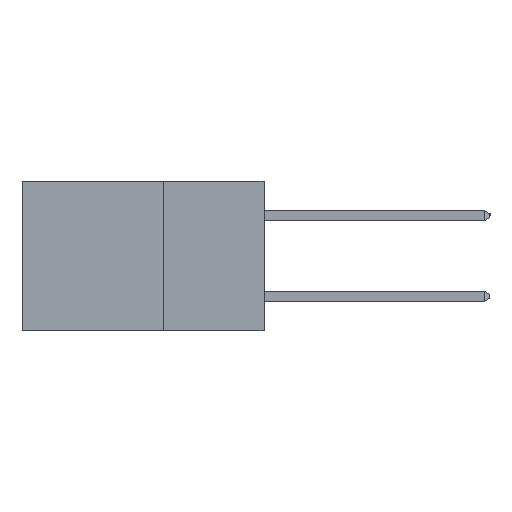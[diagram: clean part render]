
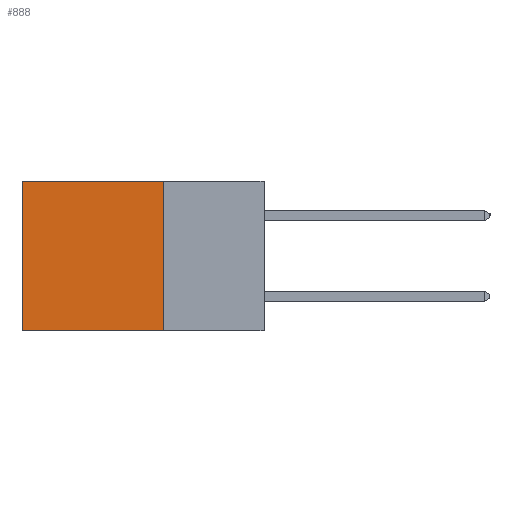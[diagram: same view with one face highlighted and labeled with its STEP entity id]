
A CAD part, left-side view. The second image highlights one B-rep face of the part: STEP entity #888.
In plain terms, the highlighted planar face has unit normal (-1, 0, 0).
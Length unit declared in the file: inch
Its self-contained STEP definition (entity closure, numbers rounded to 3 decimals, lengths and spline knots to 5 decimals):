
#56 = CARTESIAN_POINT ( 'NONE',  ( 0.298, 0.6, -0.37 ) ) ;
#327 = VERTEX_POINT ( 'NONE', #56 ) ;
#888 = ADVANCED_FACE ( 'NONE', ( #13024 ), #2664, .F. ) ;
#1047 = VERTEX_POINT ( 'NONE', #9757 ) ;
#1583 = EDGE_CURVE ( 'NONE', #5392, #5033, #15029, .T. ) ;
#2664 = PLANE ( 'NONE',  #11182 ) ;
#2930 = CARTESIAN_POINT ( 'NONE',  ( 0.298, 0.25, 0. ) ) ;
#3450 = CARTESIAN_POINT ( 'NONE',  ( 0.298, 0.6, 0. ) ) ;
#3554 = DIRECTION ( 'NONE',  ( 0., 0., -1. ) ) ;
#4346 = EDGE_CURVE ( 'NONE', #5033, #327, #11620, .T. ) ;
#5033 = VERTEX_POINT ( 'NONE', #8874 ) ;
#5207 = VECTOR ( 'NONE', #11767, 39.37008 ) ;
#5312 = VECTOR ( 'NONE', #11737, 39.37008 ) ;
#5392 = VERTEX_POINT ( 'NONE', #8961 ) ;
#5476 = ORIENTED_EDGE ( 'NONE', *, *, #10407, .T. ) ;
#5507 = LINE ( 'NONE', #11185, #8318 ) ;
#6979 = EDGE_LOOP ( 'NONE', ( #5476, #9069, #7425, #9796 ) ) ;
#7425 = ORIENTED_EDGE ( 'NONE', *, *, #1583, .F. ) ;
#7707 = DIRECTION ( 'NONE',  ( 0., 1., 0. ) ) ;
#8318 = VECTOR ( 'NONE', #7707, 39.37008 ) ;
#8874 = CARTESIAN_POINT ( 'NONE',  ( 0.298, 0.25, -0.37 ) ) ;
#8961 = CARTESIAN_POINT ( 'NONE',  ( 0.298, 0.25, 0. ) ) ;
#9028 = DIRECTION ( 'NONE',  ( 1., 0., 0. ) ) ;
#9069 = ORIENTED_EDGE ( 'NONE', *, *, #4346, .F. ) ;
#9757 = CARTESIAN_POINT ( 'NONE',  ( 0.298, 0.6, 0. ) ) ;
#9796 = ORIENTED_EDGE ( 'NONE', *, *, #13752, .T. ) ;
#10407 = EDGE_CURVE ( 'NONE', #1047, #327, #14240, .T. ) ;
#11182 = AXIS2_PLACEMENT_3D ( 'NONE', #2930, #9028, #3554 ) ;
#11185 = CARTESIAN_POINT ( 'NONE',  ( 0.298, 0.25, 0. ) ) ;
#11620 = LINE ( 'NONE', #12463, #5312 ) ;
#11737 = DIRECTION ( 'NONE',  ( 0., 1., 0. ) ) ;
#11767 = DIRECTION ( 'NONE',  ( 0., 0., -1. ) ) ;
#12037 = VECTOR ( 'NONE', #12738, 39.37008 ) ;
#12463 = CARTESIAN_POINT ( 'NONE',  ( 0.298, 0.25, -0.37 ) ) ;
#12717 = CARTESIAN_POINT ( 'NONE',  ( 0.298, 0.25, 0. ) ) ;
#12738 = DIRECTION ( 'NONE',  ( 0., 0., -1. ) ) ;
#13024 = FACE_OUTER_BOUND ( 'NONE', #6979, .T. ) ;
#13752 = EDGE_CURVE ( 'NONE', #5392, #1047, #5507, .T. ) ;
#14240 = LINE ( 'NONE', #3450, #5207 ) ;
#15029 = LINE ( 'NONE', #12717, #12037 ) ;
